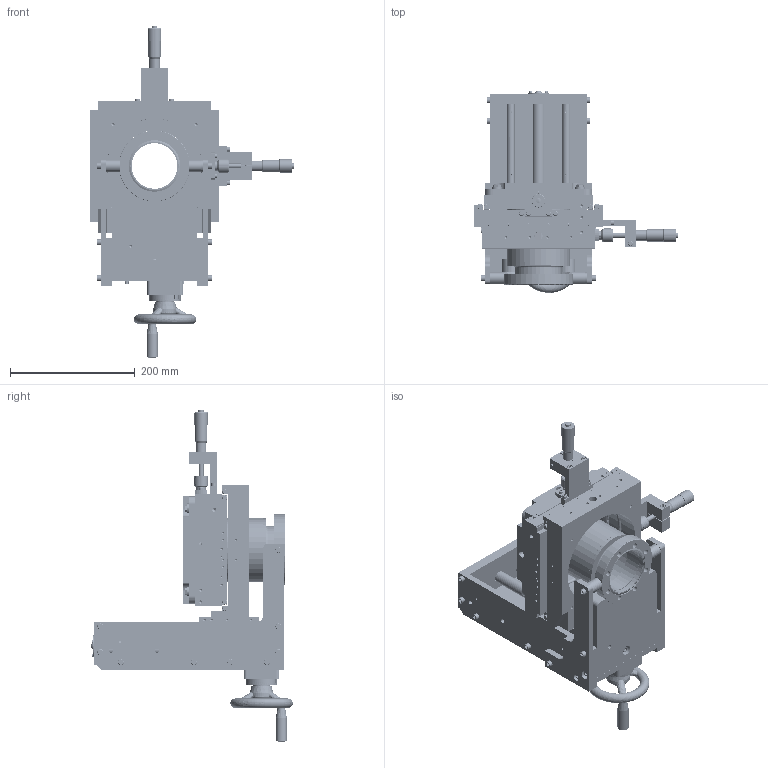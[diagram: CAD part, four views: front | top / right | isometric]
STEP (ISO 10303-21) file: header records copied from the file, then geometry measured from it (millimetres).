
FILE_DESCRIPTION (( 'STEP AP214' ), '1' );
FILE_NAME ('MB1506+-0.5, TOP TAPPED METRIC, BOTTOM THRU 450, SMALL METRIC MICS1.STEP', '2019-01-02T17:42:02', ( 'gstephens' ), ( 'Microsoft' ), 'SwSTEP 2.0', 'SolidWorks 2018', '' );
FILE_SCHEMA (( 'AUTOMOTIVE_DESIGN' ));
Length unit declared in the file: inch
Products named in the file (1): MB1506+-0.5, TOP TAPPED METRIC, BOTTOM THRU 450, SMALL METRIC MICS1
Bounding box: 327.95 x 322.51 x 531.27 mm (x, y, z)
Volume: 4781198.4 mm3; surface area: 1153988.3 mm2
Topology: 171 solids, 171 shells, 4824 faces, 11713 edges, 7301 vertices
Faces by surface type: plane 2197, cylinder 1705, cone 875, sphere 21, torus 20, bspline 6
Entity records: 206259 total; most frequent: CARTESIAN_POINT 26109, DIRECTION 25033, ORIENTED_EDGE 22790, EDGE_CURVE 11395, AXIS2_PLACEMENT_3D 9069, VERTEX_POINT 7299, LINE 6895, VECTOR 6895
